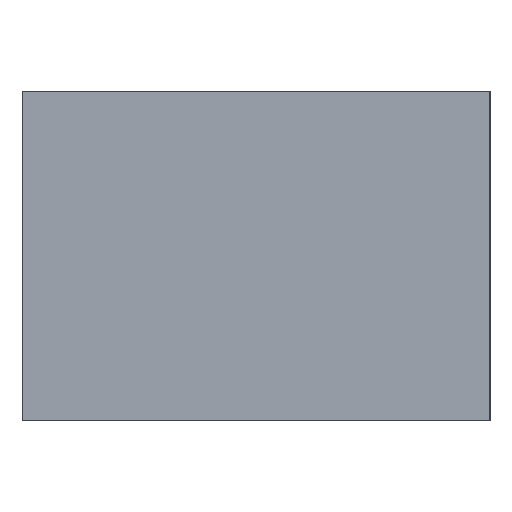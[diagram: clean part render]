
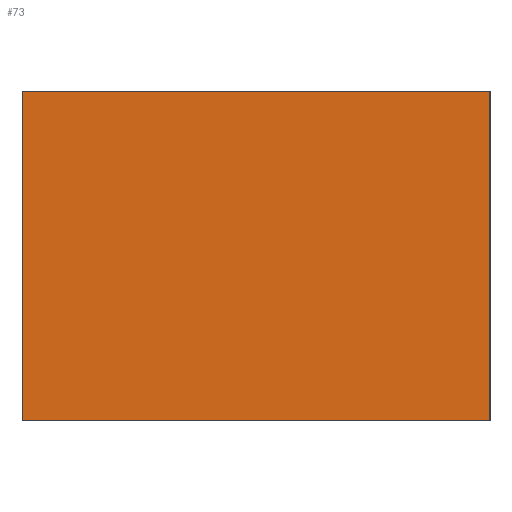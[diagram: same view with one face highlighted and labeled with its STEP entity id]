
A CAD part, left-side view. The second image highlights one B-rep face of the part: STEP entity #73.
In plain terms, the highlighted planar face has unit normal (-1, 0, 0).
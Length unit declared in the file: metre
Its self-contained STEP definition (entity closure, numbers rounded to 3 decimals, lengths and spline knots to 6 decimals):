
#73=ADVANCED_FACE('0:29195',(#139),#140,.T.);
#139=FACE_OUTER_BOUND('',#217,.T.);
#140=PLANE('',#218);
#217=EDGE_LOOP('',(#414,#415,#416,#417));
#218=AXIS2_PLACEMENT_3D('',#418,#419,#420);
#414=ORIENTED_EDGE('',*,*,#527,.T.);
#415=ORIENTED_EDGE('',*,*,#570,.F.);
#416=ORIENTED_EDGE('',*,*,#564,.T.);
#417=ORIENTED_EDGE('',*,*,#571,.T.);
#418=CARTESIAN_POINT('',(0.0,1.5,0.0));
#419=DIRECTION('',(-1.0,0.0,0.0));
#420=DIRECTION('',(0.0,-1.0,0.0));
#527=EDGE_CURVE('0:29234',#627,#624,#628,.F.);
#564=EDGE_CURVE('0:29237',#685,#683,#686,.T.);
#570=EDGE_CURVE('0:29213',#685,#624,#696,.T.);
#571=EDGE_CURVE('0:29228',#683,#627,#697,.T.);
#624=VERTEX_POINT('',#764);
#627=VERTEX_POINT('',#768);
#628=LINE('',#769,#770);
#683=VERTEX_POINT('',#852);
#685=VERTEX_POINT('',#855);
#686=LINE('',#856,#857);
#696=LINE('',#872,#873);
#697=LINE('',#874,#875);
#764=CARTESIAN_POINT('',(0.0,3.0,2.10347));
#768=CARTESIAN_POINT('',(0.0,0.0,2.10347));
#769=CARTESIAN_POINT('',(0.0,0.75,2.10347));
#770=VECTOR('',#943,1.0);
#852=CARTESIAN_POINT('',(0.0,0.0,0.0));
#855=CARTESIAN_POINT('',(0.0,3.0,0.0));
#856=CARTESIAN_POINT('',(0.0,3.0,0.0));
#857=VECTOR('',#996,1.0);
#872=CARTESIAN_POINT('',(0.0,3.0,0.0));
#873=VECTOR('',#1002,1.0);
#874=CARTESIAN_POINT('',(0.0,0.0,0.0));
#875=VECTOR('',#1003,1.0);
#943=DIRECTION('',(0.0,-1.0,0.0));
#996=DIRECTION('',(0.0,-1.0,0.0));
#1002=DIRECTION('',(0.0,0.0,1.0));
#1003=DIRECTION('',(0.0,0.0,1.0));
